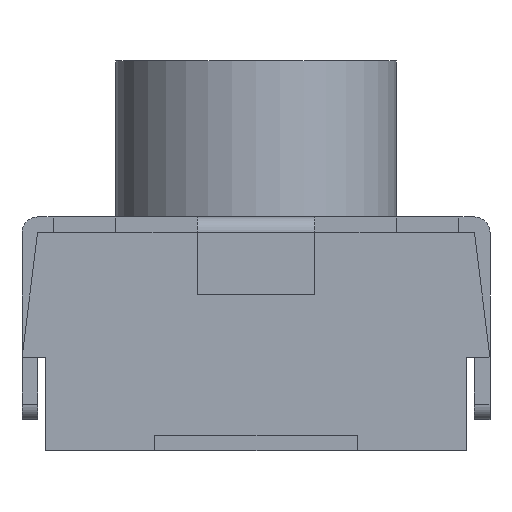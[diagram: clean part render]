
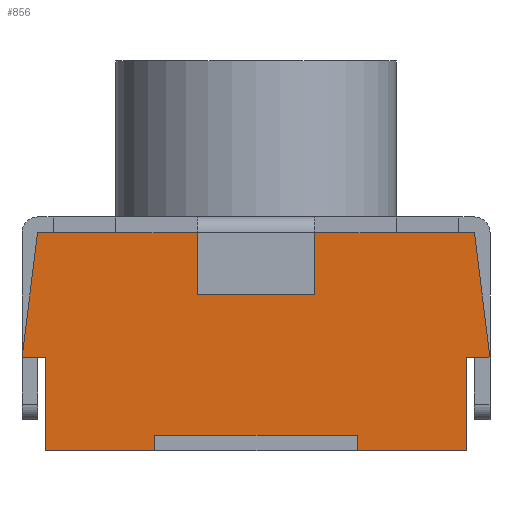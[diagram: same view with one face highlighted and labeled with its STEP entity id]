
A CAD part, left-side view. The second image highlights one B-rep face of the part: STEP entity #856.
In plain terms, the highlighted planar face has unit normal (-1, 0, 0).
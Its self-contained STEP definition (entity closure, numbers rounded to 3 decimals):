
#13=DIRECTION('',(0.,0.,1.));
#27=VECTOR('',#28,1.);
#28=DIRECTION('',(0.,-1.,0.));
#66=VECTOR('',#13,1.);
#73=VECTOR('',#74,1.);
#74=DIRECTION('',(0.,0.124,0.992));
#81=VECTOR('',#82,1.);
#82=DIRECTION('',(0.,-1.,0.));
#88=VECTOR('',#89,1.);
#89=DIRECTION('',(0.,-1.,0.));
#100=DIRECTION('',(0.,0.,-1.));
#118=VECTOR('',#119,1.);
#119=DIRECTION('',(0.,1.,0.));
#134=VECTOR('',#135,1.);
#135=DIRECTION('',(0.,-0.124,0.992));
#141=VECTOR('',#142,1.);
#142=DIRECTION('',(0.,1.,0.));
#311=VERTEX_POINT('',#312);
#312=CARTESIAN_POINT('',(-1.95,-1.35,0.));
#317=EDGE_CURVE('',#311,#318,#320,.T.);
#318=VERTEX_POINT('',#319);
#319=CARTESIAN_POINT('',(-1.95,-1.35,0.6));
#320=LINE('',#312,#66);
#344=VERTEX_POINT('',#345);
#345=CARTESIAN_POINT('',(-1.95,-0.65,0.));
#353=EDGE_CURVE('',#344,#311,#354,.T.);
#354=LINE('',#355,#88);
#355=CARTESIAN_POINT('',(-1.95,1.35,0.));
#377=VERTEX_POINT('',#355);
#380=EDGE_CURVE('',#377,#381,#354,.T.);
#381=VERTEX_POINT('',#382);
#382=CARTESIAN_POINT('',(-1.95,0.65,0.));
#471=VERTEX_POINT('',#472);
#472=CARTESIAN_POINT('',(-1.95,1.35,0.6));
#477=EDGE_CURVE('',#377,#471,#478,.T.);
#478=LINE('',#355,#66);
#495=DIRECTION('',(1.,0.,-0.));
#719=CARTESIAN_POINT('',(-1.95,-1.5,0.6));
#848=ORIENTED_EDGE('',*,*,#849,.F.);
#849=EDGE_CURVE('',#318,#850,#851,.T.);
#850=VERTEX_POINT('',#719);
#851=LINE('',#319,#27);
#856=ADVANCED_FACE('',(#857),#946,.F.);
#857=FACE_BOUND('',#858,.F.);
#858=EDGE_LOOP('',(#859,#860,#865,#870,#876,#883,#886,#894,#901,#906,#911,#916,#920,#848,#923,#924,#925,#933,#941,#945));
#859=ORIENTED_EDGE('',*,*,#477,.T.);
#860=ORIENTED_EDGE('',*,*,#861,.T.);
#861=EDGE_CURVE('',#471,#862,#864,.T.);
#862=VERTEX_POINT('',#863);
#863=CARTESIAN_POINT('',(-1.95,1.5,0.6));
#864=LINE('',#472,#141);
#865=ORIENTED_EDGE('',*,*,#866,.T.);
#866=EDGE_CURVE('',#862,#867,#869,.T.);
#867=VERTEX_POINT('',#868);
#868=CARTESIAN_POINT('',(-1.95,1.4,1.4));
#869=LINE('',#863,#134);
#870=ORIENTED_EDGE('',*,*,#871,.F.);
#871=EDGE_CURVE('',#872,#867,#874,.T.);
#872=VERTEX_POINT('',#873);
#873=CARTESIAN_POINT('',(-1.95,1.3,1.4));
#874=LINE('',#875,#118);
#875=CARTESIAN_POINT('',(-1.95,0.375,1.4));
#876=ORIENTED_EDGE('',*,*,#877,.T.);
#877=EDGE_CURVE('',#872,#878,#880,.T.);
#878=VERTEX_POINT('',#879);
#879=CARTESIAN_POINT('',(-1.95,0.9,1.4));
#880=LINE('',#873,#881);
#881=VECTOR('',#882,1.);
#882=DIRECTION('',(-0.,-1.,-0.));
#883=ORIENTED_EDGE('',*,*,#884,.F.);
#884=EDGE_CURVE('',#885,#878,#874,.T.);
#885=VERTEX_POINT('',#875);
#886=ORIENTED_EDGE('',*,*,#887,.T.);
#887=EDGE_CURVE('',#885,#888,#890,.T.);
#888=VERTEX_POINT('',#889);
#889=CARTESIAN_POINT('',(-1.95,0.375,1.));
#890=LINE('',#891,#892);
#891=CARTESIAN_POINT('',(-1.95,0.375,1.5));
#892=VECTOR('',#893,1.);
#893=DIRECTION('',(-0.,0.,-1.));
#894=ORIENTED_EDGE('',*,*,#895,.T.);
#895=EDGE_CURVE('',#888,#896,#898,.T.);
#896=VERTEX_POINT('',#897);
#897=CARTESIAN_POINT('',(-1.95,-0.375,1.));
#898=LINE('',#889,#899);
#899=VECTOR('',#900,1.);
#900=DIRECTION('',(0.,-1.,0.));
#901=ORIENTED_EDGE('',*,*,#902,.T.);
#902=EDGE_CURVE('',#896,#903,#905,.T.);
#903=VERTEX_POINT('',#904);
#904=CARTESIAN_POINT('',(-1.95,-0.375,1.4));
#905=LINE('',#897,#66);
#906=ORIENTED_EDGE('',*,*,#907,.T.);
#907=EDGE_CURVE('',#903,#908,#910,.T.);
#908=VERTEX_POINT('',#909);
#909=CARTESIAN_POINT('',(-1.95,-0.9,1.4));
#910=LINE('',#904,#81);
#911=ORIENTED_EDGE('',*,*,#912,.T.);
#912=EDGE_CURVE('',#908,#913,#915,.T.);
#913=VERTEX_POINT('',#914);
#914=CARTESIAN_POINT('',(-1.95,-1.3,1.4));
#915=LINE('',#909,#881);
#916=ORIENTED_EDGE('',*,*,#917,.T.);
#917=EDGE_CURVE('',#913,#918,#910,.T.);
#918=VERTEX_POINT('',#919);
#919=CARTESIAN_POINT('',(-1.95,-1.4,1.4));
#920=ORIENTED_EDGE('',*,*,#921,.F.);
#921=EDGE_CURVE('',#850,#918,#922,.T.);
#922=LINE('',#719,#73);
#923=ORIENTED_EDGE('',*,*,#317,.F.);
#924=ORIENTED_EDGE('',*,*,#353,.F.);
#925=ORIENTED_EDGE('',*,*,#926,.T.);
#926=EDGE_CURVE('',#344,#927,#929,.T.);
#927=VERTEX_POINT('',#928);
#928=CARTESIAN_POINT('',(-1.95,-0.65,0.1));
#929=LINE('',#930,#931);
#930=CARTESIAN_POINT('',(-1.95,-0.65,0.489));
#931=VECTOR('',#932,1.);
#932=DIRECTION('',(0.,-0.,1.));
#933=ORIENTED_EDGE('',*,*,#934,.F.);
#934=EDGE_CURVE('',#935,#927,#937,.T.);
#935=VERTEX_POINT('',#936);
#936=CARTESIAN_POINT('',(-1.95,0.65,0.1));
#937=LINE('',#938,#939);
#938=CARTESIAN_POINT('',(-1.95,0.701,0.1));
#939=VECTOR('',#940,1.);
#940=DIRECTION('',(0.,-1.,0.));
#941=ORIENTED_EDGE('',*,*,#942,.T.);
#942=EDGE_CURVE('',#935,#381,#943,.T.);
#943=LINE('',#944,#892);
#944=CARTESIAN_POINT('',(-1.95,0.65,0.489));
#945=ORIENTED_EDGE('',*,*,#380,.F.);
#946=PLANE('',#947);
#947=AXIS2_PLACEMENT_3D('',#948,#495,#100);
#948=CARTESIAN_POINT('',(-1.95,1.402,0.978));
